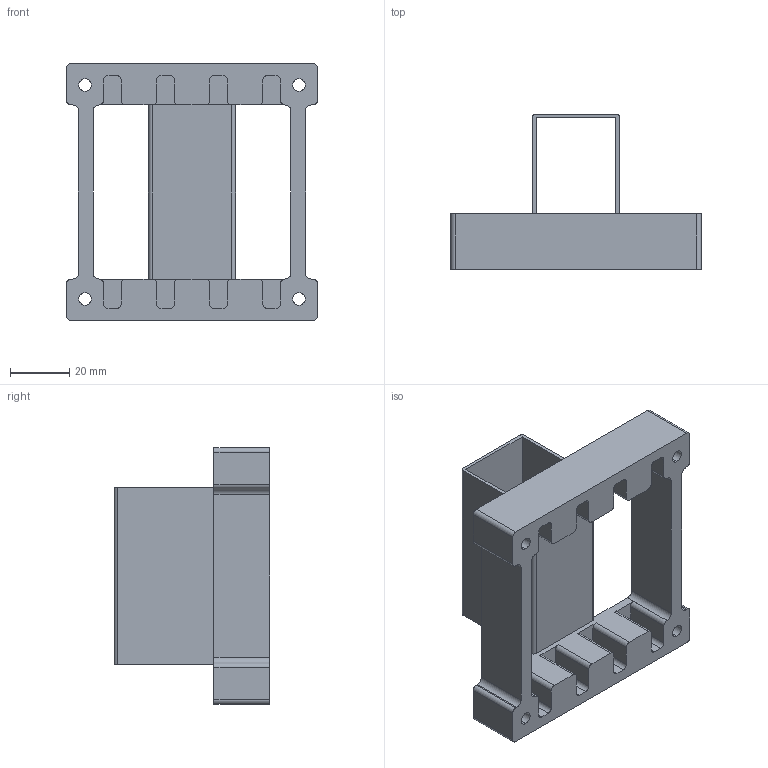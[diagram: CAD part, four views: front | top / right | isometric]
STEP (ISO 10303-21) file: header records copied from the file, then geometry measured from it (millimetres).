
FILE_DESCRIPTION (( 'STEP AP214' ), '1' );
FILE_NAME ('ÅÅ85À, ãîðèçîíòàëüíàÿ âåðñèÿ, ñåðäå÷íèê.STEP', '2024-07-29T11:18:49', ( '' ), ( '' ), 'SwSTEP 2.0', 'SolidWorks 2021', '' );
FILE_SCHEMA (( 'AUTOMOTIVE_DESIGN' ));
Length unit declared in the file: millimetre
Products named in the file (1): ÅÅ85À, ãîðèçîíòàëüíàÿ âåðñèÿ, ñåðäå÷íèê
Bounding box: 85 x 52.75 x 87 mm (x, y, z)
Volume: 56597.9 mm3; surface area: 35253.3 mm2
Topology: 1 solids, 1 shells, 128 faces, 372 edges, 244 vertices
Faces by surface type: cylinder 60, plane 60, cone 8
Entity records: 4310 total; most frequent: DIRECTION 758, CARTESIAN_POINT 745, ORIENTED_EDGE 744, EDGE_CURVE 372, AXIS2_PLACEMENT_3D 257, VECTOR 244, VERTEX_POINT 244, LINE 244
